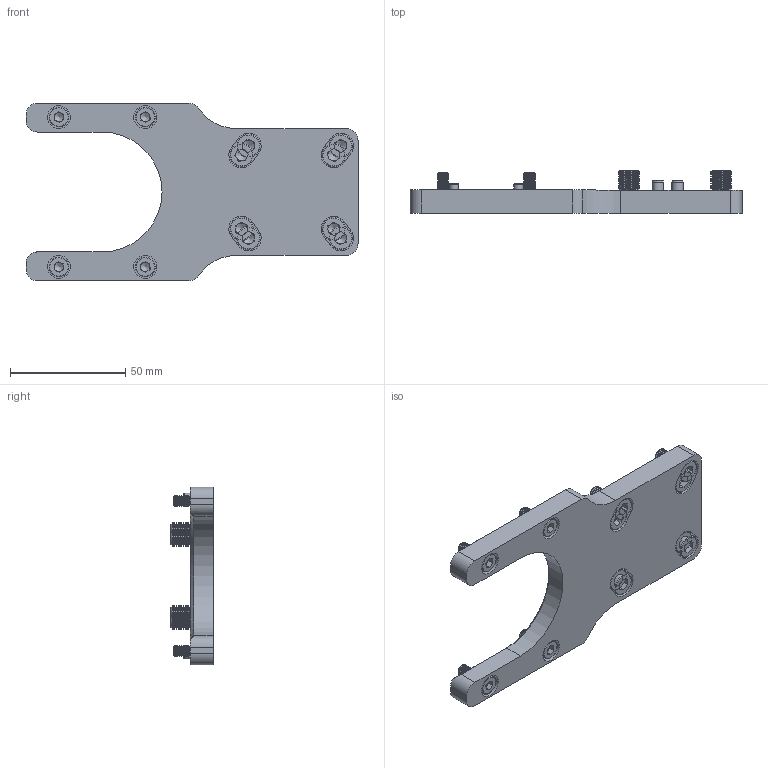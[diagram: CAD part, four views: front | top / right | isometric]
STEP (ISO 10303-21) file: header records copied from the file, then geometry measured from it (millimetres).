
FILE_DESCRIPTION (( 'STEP AP214' ), '1' );
FILE_NAME ('0186-2413_250424_GM51-37_DM03-37!48_AG-GP.STEP', '2025-04-24T14:23:48', ( '' ), ( '' ), 'SwSTEP 2.0', 'SolidWorks 2024', '' );
FILE_SCHEMA (( 'AUTOMOTIVE_DESIGN' ));
Length unit declared in the file: millimetre
Products named in the file (6): 0180-3613_GM51k-37_DM03-37!48-GP; 0186-2413_250424_GM51-37_DM03-37!48_AG-GP; 0230-0717_Zyl.-Stift_4x6_STAHL-GH; 0230-0187_zyl.-schr._i-6kt_M5x12_8.8_v-b; 0230-0868_Zyl.-Stift_5x10_INOX; 0230-0319_zyl.-schr._i-6kt_M6x12_8.8_v-b
Assembly tree (19 placements, depth 2):
  0186-2413_250424_GM51-37_DM03-37!48_AG-GP
    0180-3613_GM51k-37_DM03-37!48-GP
    0230-0868_Zyl.-Stift_5x10_INOX  x4
    0230-0319_zyl.-schr._i-6kt_M6x12_8.8_v-b  x8
    0230-0187_zyl.-schr._i-6kt_M5x12_8.8_v-b  x4
    0230-0717_Zyl.-Stift_4x6_STAHL-GH  x2
Bounding box: 144 x 18.4 x 77 mm (x, y, z)
Volume: 68884.6 mm3; surface area: 29663.6 mm2
Topology: 19 solids, 19 shells, 727 faces, 1527 edges, 860 vertices
Faces by surface type: cone 281, plane 231, cylinder 191, torus 24
Full cylindrical faces by diameter (mm): 4 x4, 5 x60, 5.5 x4, 6 x80, 8.5 x4, 10 x12
Entity records: 5256 total; most frequent: DIRECTION 958, CARTESIAN_POINT 821, ORIENTED_EDGE 672, AXIS2_PLACEMENT_3D 402, EDGE_CURVE 336, EDGE_LOOP 327, VERTEX_POINT 257, FACE_OUTER_BOUND 245
